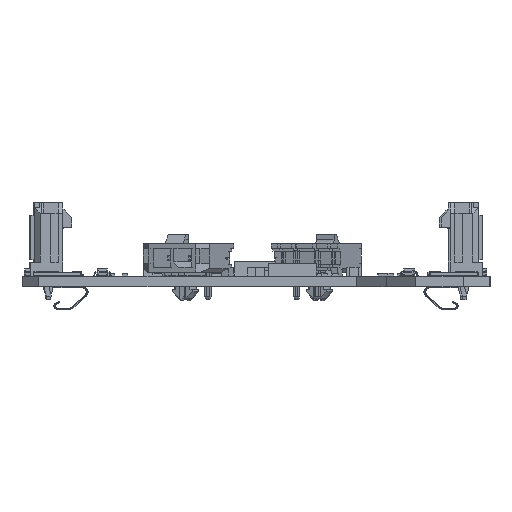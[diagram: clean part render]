
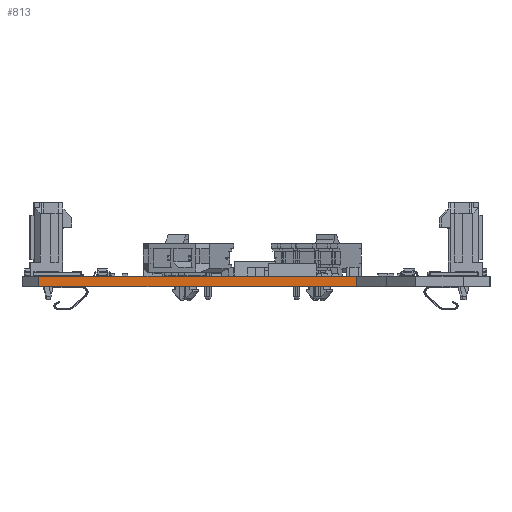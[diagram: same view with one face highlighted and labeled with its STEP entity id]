
A CAD part, left-side view. The second image highlights one B-rep face of the part: STEP entity #813.
In plain terms, the highlighted planar face has unit normal (-1, 0, 0).
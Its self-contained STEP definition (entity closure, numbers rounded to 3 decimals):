
#788 = VERTEX_POINT('',#789);
#789 = CARTESIAN_POINT('',(18.219,60.891,1.42));
#795 = EDGE_CURVE('',#796,#788,#798,.T.);
#796 = VERTEX_POINT('',#797);
#797 = CARTESIAN_POINT('',(18.219,60.891,0.));
#798 = LINE('',#799,#800);
#799 = CARTESIAN_POINT('',(18.219,60.891,0.));
#800 = VECTOR('',#801,1.);
#801 = DIRECTION('',(0.,0.,1.));
#813 = ADVANCED_FACE('',(#814),#839,.F.);
#814 = FACE_BOUND('',#815,.F.);
#815 = EDGE_LOOP('',(#816,#817,#825,#833));
#816 = ORIENTED_EDGE('',*,*,#795,.T.);
#817 = ORIENTED_EDGE('',*,*,#818,.T.);
#818 = EDGE_CURVE('',#788,#819,#821,.T.);
#819 = VERTEX_POINT('',#820);
#820 = CARTESIAN_POINT('',(18.219,18.104,1.42));
#821 = LINE('',#822,#823);
#822 = CARTESIAN_POINT('',(18.219,60.891,1.42));
#823 = VECTOR('',#824,1.);
#824 = DIRECTION('',(0.,-1.,0.));
#825 = ORIENTED_EDGE('',*,*,#826,.F.);
#826 = EDGE_CURVE('',#827,#819,#829,.T.);
#827 = VERTEX_POINT('',#828);
#828 = CARTESIAN_POINT('',(18.219,18.104,0.));
#829 = LINE('',#830,#831);
#830 = CARTESIAN_POINT('',(18.219,18.104,0.));
#831 = VECTOR('',#832,1.);
#832 = DIRECTION('',(0.,0.,1.));
#833 = ORIENTED_EDGE('',*,*,#834,.F.);
#834 = EDGE_CURVE('',#796,#827,#835,.T.);
#835 = LINE('',#836,#837);
#836 = CARTESIAN_POINT('',(18.219,60.891,0.));
#837 = VECTOR('',#838,1.);
#838 = DIRECTION('',(0.,-1.,0.));
#839 = PLANE('',#840);
#840 = AXIS2_PLACEMENT_3D('',#841,#842,#843);
#841 = CARTESIAN_POINT('',(18.219,60.891,0.));
#842 = DIRECTION('',(1.,0.,0.));
#843 = DIRECTION('',(0.,-1.,0.));
